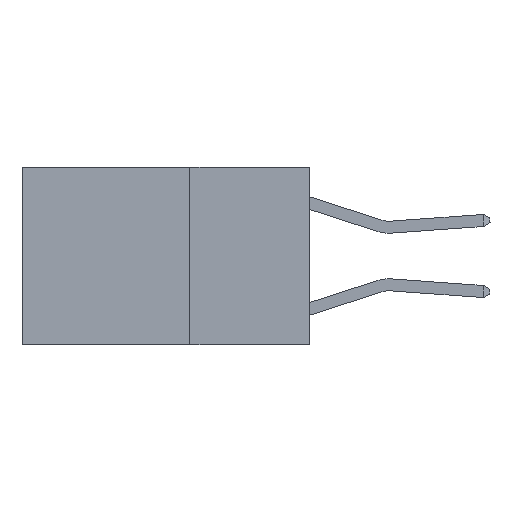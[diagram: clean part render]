
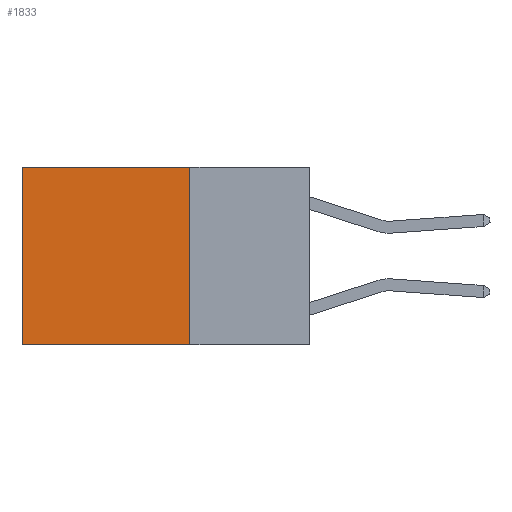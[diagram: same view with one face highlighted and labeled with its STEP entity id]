
A CAD part, left-side view. The second image highlights one B-rep face of the part: STEP entity #1833.
In plain terms, the highlighted planar face has unit normal (-1, 0, 0).
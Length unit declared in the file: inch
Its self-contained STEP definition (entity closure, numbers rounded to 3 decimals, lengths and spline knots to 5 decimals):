
#649 = ORIENTED_EDGE ( 'NONE', *, *, #6383, .F. ) ;
#1833 = ADVANCED_FACE ( 'NONE', ( #13831 ), #11505, .F. ) ;
#1872 = ORIENTED_EDGE ( 'NONE', *, *, #11795, .T. ) ;
#2861 = ORIENTED_EDGE ( 'NONE', *, *, #7465, .T. ) ;
#2915 = VECTOR ( 'NONE', #6016, 39.37008 ) ;
#3375 = DIRECTION ( 'NONE',  ( 0., 1., 0. ) ) ;
#3384 = LINE ( 'NONE', #6869, #6127 ) ;
#3860 = CARTESIAN_POINT ( 'NONE',  ( 0.2625, 0.6, -0.37 ) ) ;
#4520 = CARTESIAN_POINT ( 'NONE',  ( 0.2625, 0.25, 0. ) ) ;
#5019 = AXIS2_PLACEMENT_3D ( 'NONE', #4520, #5697, #13769 ) ;
#5062 = VECTOR ( 'NONE', #12322, 39.37008 ) ;
#5697 = DIRECTION ( 'NONE',  ( 1., 0., 0. ) ) ;
#6016 = DIRECTION ( 'NONE',  ( 0., 0., -1. ) ) ;
#6036 = EDGE_CURVE ( 'NONE', #13424, #9325, #10955, .T. ) ;
#6041 = ORIENTED_EDGE ( 'NONE', *, *, #6036, .F. ) ;
#6127 = VECTOR ( 'NONE', #3375, 39.37008 ) ;
#6383 = EDGE_CURVE ( 'NONE', #9325, #13275, #14247, .T. ) ;
#6869 = CARTESIAN_POINT ( 'NONE',  ( 0.2625, 0.25, 0. ) ) ;
#7465 = EDGE_CURVE ( 'NONE', #13424, #9465, #3384, .T. ) ;
#7610 = CARTESIAN_POINT ( 'NONE',  ( 0.2625, 0.25, 0. ) ) ;
#8070 = EDGE_LOOP ( 'NONE', ( #1872, #649, #6041, #2861 ) ) ;
#8267 = VECTOR ( 'NONE', #13642, 39.37008 ) ;
#9104 = CARTESIAN_POINT ( 'NONE',  ( 0.2625, 0.25, 0. ) ) ;
#9204 = LINE ( 'NONE', #9619, #2915 ) ;
#9325 = VERTEX_POINT ( 'NONE', #14982 ) ;
#9465 = VERTEX_POINT ( 'NONE', #9728 ) ;
#9619 = CARTESIAN_POINT ( 'NONE',  ( 0.2625, 0.6, 0. ) ) ;
#9728 = CARTESIAN_POINT ( 'NONE',  ( 0.2625, 0.6, 0. ) ) ;
#10955 = LINE ( 'NONE', #9104, #8267 ) ;
#11505 = PLANE ( 'NONE',  #5019 ) ;
#11795 = EDGE_CURVE ( 'NONE', #9465, #13275, #9204, .T. ) ;
#12322 = DIRECTION ( 'NONE',  ( 0., 1., 0. ) ) ;
#13275 = VERTEX_POINT ( 'NONE', #3860 ) ;
#13424 = VERTEX_POINT ( 'NONE', #7610 ) ;
#13460 = CARTESIAN_POINT ( 'NONE',  ( 0.2625, 0.25, -0.37 ) ) ;
#13642 = DIRECTION ( 'NONE',  ( 0., 0., -1. ) ) ;
#13769 = DIRECTION ( 'NONE',  ( 0., 0., -1. ) ) ;
#13831 = FACE_OUTER_BOUND ( 'NONE', #8070, .T. ) ;
#14247 = LINE ( 'NONE', #13460, #5062 ) ;
#14982 = CARTESIAN_POINT ( 'NONE',  ( 0.2625, 0.25, -0.37 ) ) ;
